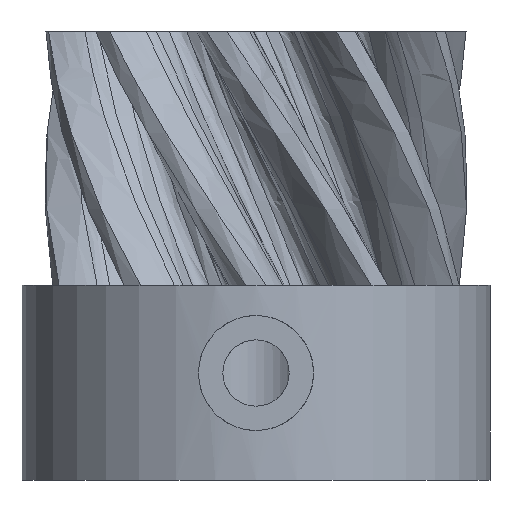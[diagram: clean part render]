
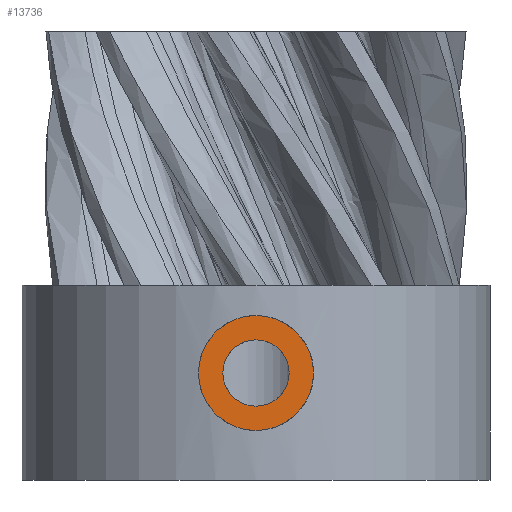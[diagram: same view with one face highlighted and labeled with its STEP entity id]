
A CAD part, left-side view. The second image highlights one B-rep face of the part: STEP entity #13736.
In plain terms, the highlighted planar face has unit normal (-1, 0, 0).
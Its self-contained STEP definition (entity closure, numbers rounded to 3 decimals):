
#219 = CYLINDRICAL_SURFACE('',#220,2.95);
#220 = AXIS2_PLACEMENT_3D('',#221,#222,#223);
#221 = CARTESIAN_POINT('',(-16.,0.,5.5));
#222 = DIRECTION('',(1.,0.,0.));
#223 = DIRECTION('',(0.,0.,-1.));
#7291 = VERTEX_POINT('',#7292);
#7292 = CARTESIAN_POINT('',(-9.,0.,2.55));
#7313 = EDGE_CURVE('',#7291,#7291,#7314,.T.);
#7314 = SURFACE_CURVE('',#7315,(#7320,#7327),.PCURVE_S1.);
#7315 = CIRCLE('',#7316,2.95);
#7316 = AXIS2_PLACEMENT_3D('',#7317,#7318,#7319);
#7317 = CARTESIAN_POINT('',(-9.,0.,5.5));
#7318 = DIRECTION('',(1.,-0.,0.));
#7319 = DIRECTION('',(0.,0.,-1.));
#7320 = PCURVE('',#219,#7321);
#7321 = DEFINITIONAL_REPRESENTATION('',(#7322),#7326);
#7322 = LINE('',#7323,#7324);
#7323 = CARTESIAN_POINT('',(0.,7.));
#7324 = VECTOR('',#7325,1.);
#7325 = DIRECTION('',(1.,0.));
#7326 = ( GEOMETRIC_REPRESENTATION_CONTEXT(2) 
PARAMETRIC_REPRESENTATION_CONTEXT() REPRESENTATION_CONTEXT('2D SPACE',''
  ) );
#7327 = PCURVE('',#7328,#7333);
#7328 = PLANE('',#7329);
#7329 = AXIS2_PLACEMENT_3D('',#7330,#7331,#7332);
#7330 = CARTESIAN_POINT('',(-9.,0.,5.5));
#7331 = DIRECTION('',(1.,0.,0.));
#7332 = DIRECTION('',(0.,0.,-1.));
#7333 = DEFINITIONAL_REPRESENTATION('',(#7334),#7338);
#7334 = CIRCLE('',#7335,2.95);
#7335 = AXIS2_PLACEMENT_2D('',#7336,#7337);
#7336 = CARTESIAN_POINT('',(0.,0.));
#7337 = DIRECTION('',(1.,0.));
#7338 = ( GEOMETRIC_REPRESENTATION_CONTEXT(2) 
PARAMETRIC_REPRESENTATION_CONTEXT() REPRESENTATION_CONTEXT('2D SPACE',''
  ) );
#7620 = CYLINDRICAL_SURFACE('',#7621,1.7);
#7621 = AXIS2_PLACEMENT_3D('',#7622,#7623,#7624);
#7622 = CARTESIAN_POINT('',(-10.,0.,5.5));
#7623 = DIRECTION('',(1.,0.,0.));
#7624 = DIRECTION('',(0.,0.,-1.));
#13736 = ADVANCED_FACE('',(#13737,#13740),#7328,.F.);
#13737 = FACE_BOUND('',#13738,.F.);
#13738 = EDGE_LOOP('',(#13739));
#13739 = ORIENTED_EDGE('',*,*,#7313,.T.);
#13740 = FACE_BOUND('',#13741,.F.);
#13741 = EDGE_LOOP('',(#13742));
#13742 = ORIENTED_EDGE('',*,*,#13743,.F.);
#13743 = EDGE_CURVE('',#13744,#13744,#13746,.T.);
#13744 = VERTEX_POINT('',#13745);
#13745 = CARTESIAN_POINT('',(-9.,0.,3.8));
#13746 = SURFACE_CURVE('',#13747,(#13752,#13759),.PCURVE_S1.);
#13747 = CIRCLE('',#13748,1.7);
#13748 = AXIS2_PLACEMENT_3D('',#13749,#13750,#13751);
#13749 = CARTESIAN_POINT('',(-9.,0.,5.5));
#13750 = DIRECTION('',(1.,-0.,0.));
#13751 = DIRECTION('',(0.,0.,-1.));
#13752 = PCURVE('',#7328,#13753);
#13753 = DEFINITIONAL_REPRESENTATION('',(#13754),#13758);
#13754 = CIRCLE('',#13755,1.7);
#13755 = AXIS2_PLACEMENT_2D('',#13756,#13757);
#13756 = CARTESIAN_POINT('',(0.,0.));
#13757 = DIRECTION('',(1.,0.));
#13758 = ( GEOMETRIC_REPRESENTATION_CONTEXT(2) 
PARAMETRIC_REPRESENTATION_CONTEXT() REPRESENTATION_CONTEXT('2D SPACE',''
  ) );
#13759 = PCURVE('',#7620,#13760);
#13760 = DEFINITIONAL_REPRESENTATION('',(#13761),#13765);
#13761 = LINE('',#13762,#13763);
#13762 = CARTESIAN_POINT('',(0.,1.));
#13763 = VECTOR('',#13764,1.);
#13764 = DIRECTION('',(1.,0.));
#13765 = ( GEOMETRIC_REPRESENTATION_CONTEXT(2) 
PARAMETRIC_REPRESENTATION_CONTEXT() REPRESENTATION_CONTEXT('2D SPACE',''
  ) );
